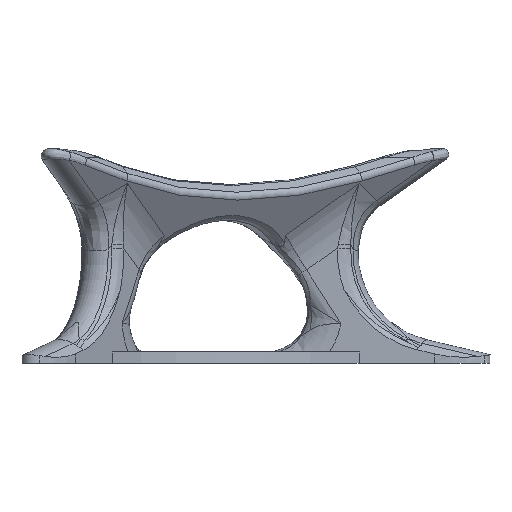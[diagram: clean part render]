
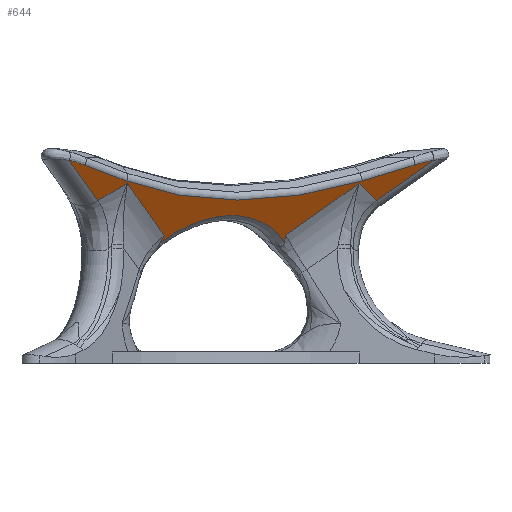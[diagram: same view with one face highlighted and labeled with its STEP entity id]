
A CAD part, left-side view. The second image highlights one B-rep face of the part: STEP entity #644.
In plain terms, the highlighted planar face has unit normal (-0.707, -0.408, -0.577).
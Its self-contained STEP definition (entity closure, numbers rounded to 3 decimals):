
#299=PLANE('',#4870);
#388=LINE('',#8553,#521);
#389=LINE('',#8560,#522);
#390=LINE('',#8564,#523);
#391=LINE('',#8568,#524);
#392=LINE('',#8572,#525);
#393=LINE('',#8579,#526);
#521=VECTOR('',#5519,1.);
#522=VECTOR('',#5520,1.);
#523=VECTOR('',#5523,1.);
#524=VECTOR('',#5526,1.);
#525=VECTOR('',#5529,1.);
#526=VECTOR('',#5530,1.);
#644=ADVANCED_FACE('',(#1051),#299,.F.);
#959=ELLIPSE('',#4866,23.27,19.);
#960=ELLIPSE('',#4867,12.705,5.);
#961=ELLIPSE('',#4869,12.705,5.);
#1051=FACE_OUTER_BOUND('',#1350,.T.);
#1350=EDGE_LOOP('',(#2333,#2334,#2335,#2336,#2337,#2338,#2339,#2340,#2341,
#2342,#2343,#2344,#2345,#2346));
#1746=B_SPLINE_CURVE_WITH_KNOTS('',3,(#8540,#8541,#8542,#8543),
 .UNSPECIFIED.,.F.,.F.,(4,4),(0.,1.),.UNSPECIFIED.);
#1747=B_SPLINE_CURVE_WITH_KNOTS('',3,(#8548,#8549,#8550,#8551),
 .UNSPECIFIED.,.F.,.F.,(4,4),(0.,1.),.UNSPECIFIED.);
#1748=B_SPLINE_CURVE_WITH_KNOTS('',3,(#8555,#8556,#8557,#8558),
 .UNSPECIFIED.,.F.,.F.,(4,4),(0.,1.),.UNSPECIFIED.);
#1749=B_SPLINE_CURVE_WITH_KNOTS('',3,(#8574,#8575,#8576,#8577),
 .UNSPECIFIED.,.F.,.F.,(4,4),(0.,1.),.UNSPECIFIED.);
#2333=ORIENTED_EDGE('',*,*,#4117,.T.);
#2334=ORIENTED_EDGE('',*,*,#4118,.T.);
#2335=ORIENTED_EDGE('',*,*,#4119,.T.);
#2336=ORIENTED_EDGE('',*,*,#4120,.T.);
#2337=ORIENTED_EDGE('',*,*,#4121,.T.);
#2338=ORIENTED_EDGE('',*,*,#4122,.T.);
#2339=ORIENTED_EDGE('',*,*,#4123,.T.);
#2340=ORIENTED_EDGE('',*,*,#4124,.T.);
#2341=ORIENTED_EDGE('',*,*,#4125,.T.);
#2342=ORIENTED_EDGE('',*,*,#4126,.T.);
#2343=ORIENTED_EDGE('',*,*,#4127,.T.);
#2344=ORIENTED_EDGE('',*,*,#4128,.T.);
#2345=ORIENTED_EDGE('',*,*,#4129,.T.);
#2346=ORIENTED_EDGE('',*,*,#4130,.T.);
#3623=VERTEX_POINT('',#8544);
#3624=VERTEX_POINT('',#8545);
#3625=VERTEX_POINT('',#8547);
#3626=VERTEX_POINT('',#8552);
#3627=VERTEX_POINT('',#8554);
#3628=VERTEX_POINT('',#8559);
#3629=VERTEX_POINT('',#8561);
#3630=VERTEX_POINT('',#8563);
#3631=VERTEX_POINT('',#8565);
#3632=VERTEX_POINT('',#8567);
#3633=VERTEX_POINT('',#8569);
#3634=VERTEX_POINT('',#8571);
#3635=VERTEX_POINT('',#8573);
#3636=VERTEX_POINT('',#8578);
#4117=EDGE_CURVE('',#3623,#3624,#1746,.T.);
#4118=EDGE_CURVE('',#3624,#3625,#959,.T.);
#4119=EDGE_CURVE('',#3625,#3626,#1747,.T.);
#4120=EDGE_CURVE('',#3626,#3627,#388,.T.);
#4121=EDGE_CURVE('',#3627,#3628,#1748,.T.);
#4122=EDGE_CURVE('',#3628,#3629,#389,.T.);
#4123=EDGE_CURVE('',#3629,#3630,#960,.T.);
#4124=EDGE_CURVE('',#3630,#3631,#390,.T.);
#4125=EDGE_CURVE('',#3631,#3632,#4574,.T.);
#4126=EDGE_CURVE('',#3632,#3633,#391,.T.);
#4127=EDGE_CURVE('',#3633,#3634,#961,.T.);
#4128=EDGE_CURVE('',#3634,#3635,#392,.T.);
#4129=EDGE_CURVE('',#3635,#3636,#1749,.T.);
#4130=EDGE_CURVE('',#3636,#3623,#393,.T.);
#4574=CIRCLE('',#4868,71.);
#4866=AXIS2_PLACEMENT_3D('',#8546,#5517,#5518);
#4867=AXIS2_PLACEMENT_3D('',#8562,#5521,#5522);
#4868=AXIS2_PLACEMENT_3D('',#8566,#5524,#5525);
#4869=AXIS2_PLACEMENT_3D('',#8570,#5527,#5528);
#4870=AXIS2_PLACEMENT_3D('',#8580,#5531,#5532);
#5517=DIRECTION('',(0.707,0.408,0.577));
#5518=DIRECTION('',(0.5,0.289,-0.816));
#5519=DIRECTION('',(0.,-0.816,0.577));
#5520=DIRECTION('',(0.,-0.816,0.577));
#5521=DIRECTION('',(-0.707,-0.408,-0.577));
#5522=DIRECTION('',(0.303,-0.913,0.275));
#5523=DIRECTION('',(-0.303,0.913,-0.275));
#5524=DIRECTION('',(0.707,0.408,0.577));
#5525=DIRECTION('',(0.632,0.,-0.775));
#5526=DIRECTION('',(-0.639,0.718,0.275));
#5527=DIRECTION('',(-0.707,-0.408,-0.577));
#5528=DIRECTION('',(0.639,-0.718,-0.275));
#5529=DIRECTION('',(0.707,-0.408,-0.577));
#5530=DIRECTION('',(0.707,-0.408,-0.577));
#5531=DIRECTION('',(0.707,0.408,0.577));
#5532=DIRECTION('',(0.632,0.,-0.775));
#8540=CARTESIAN_POINT('',(-19.196,3.082,-7.246));
#8541=CARTESIAN_POINT('',(-18.987,3.316,-7.669));
#8542=CARTESIAN_POINT('',(-18.777,3.55,-8.091));
#8543=CARTESIAN_POINT('',(-18.569,3.787,-8.513));
#8544=CARTESIAN_POINT('',(-19.196,3.082,-7.246));
#8545=CARTESIAN_POINT('',(-18.569,3.787,-8.513));
#8546=CARTESIAN_POINT('',(-3.559,-2.055,-22.765));
#8547=CARTESIAN_POINT('',(-6.005,-17.975,-8.513));
#8548=CARTESIAN_POINT('',(-6.005,-17.975,-8.513));
#8549=CARTESIAN_POINT('',(-6.314,-18.036,-8.091));
#8550=CARTESIAN_POINT('',(-6.621,-18.101,-7.669));
#8551=CARTESIAN_POINT('',(-6.929,-18.165,-7.246));
#8552=CARTESIAN_POINT('',(-6.929,-18.165,-7.246));
#8553=CARTESIAN_POINT('',(-6.929,-21.35,-4.995));
#8554=CARTESIAN_POINT('',(-6.929,-31.064,1.874));
#8555=CARTESIAN_POINT('',(-6.929,-31.064,1.874));
#8556=CARTESIAN_POINT('',(-5.509,-32.016,0.808));
#8557=CARTESIAN_POINT('',(-4.091,-33.008,-0.227));
#8558=CARTESIAN_POINT('',(-2.687,-34.089,-1.182));
#8559=CARTESIAN_POINT('',(-2.687,-34.089,-1.182));
#8560=CARTESIAN_POINT('',(-2.687,-23.799,-8.458));
#8561=CARTESIAN_POINT('',(-2.687,-44.131,5.919));
#8562=CARTESIAN_POINT('',(-0.707,-40.952,1.246));
#8563=CARTESIAN_POINT('',(-3.902,-40.855,5.09));
#8564=CARTESIAN_POINT('',(-6.972,-31.599,2.306));
#8565=CARTESIAN_POINT('',(-6.972,-31.599,2.306));
#8566=CARTESIAN_POINT('',(-52.344,-30.221,56.9));
#8567=CARTESIAN_POINT('',(-30.852,9.762,2.306));
#8568=CARTESIAN_POINT('',(-10.513,-13.105,-6.435));
#8569=CARTESIAN_POINT('',(-37.332,17.048,5.09));
#8570=CARTESIAN_POINT('',(-35.819,19.863,1.246));
#8571=CARTESIAN_POINT('',(-39.562,19.739,5.919));
#8572=CARTESIAN_POINT('',(-13.046,4.43,-15.731));
#8573=CARTESIAN_POINT('',(-30.866,14.718,-1.182));
#8574=CARTESIAN_POINT('',(-30.866,14.718,-1.182));
#8575=CARTESIAN_POINT('',(-30.631,12.962,-0.227));
#8576=CARTESIAN_POINT('',(-30.481,11.237,0.808));
#8577=CARTESIAN_POINT('',(-30.366,9.531,1.874));
#8578=CARTESIAN_POINT('',(-30.366,9.531,1.874));
#8579=CARTESIAN_POINT('',(-17.379,2.033,-8.73));
#8580=CARTESIAN_POINT('',(-13.046,-17.818,0.));
